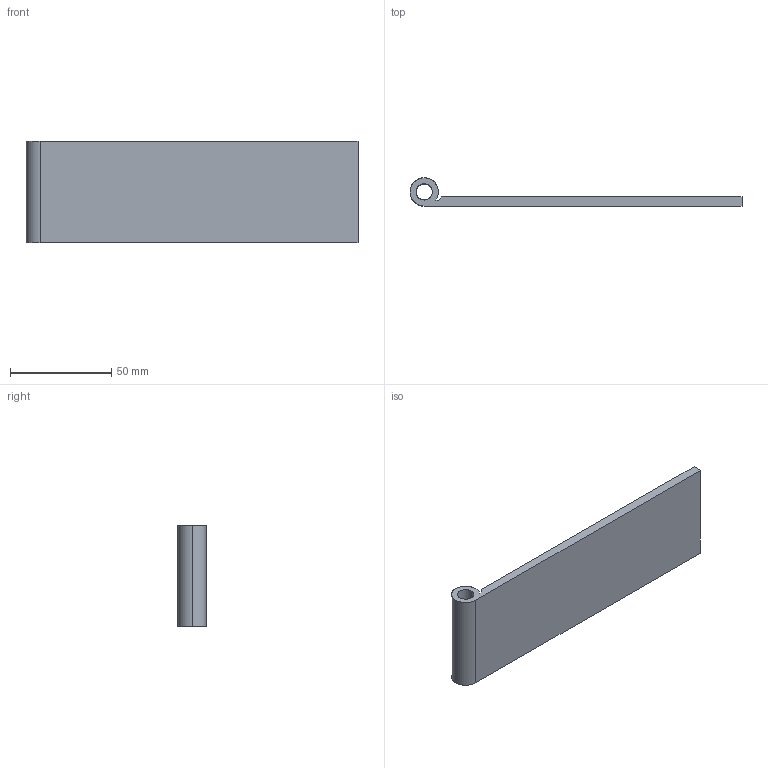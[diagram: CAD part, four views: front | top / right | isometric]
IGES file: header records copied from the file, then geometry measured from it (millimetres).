
Start section: SolidWorks IGES file using analytic representation for surfaces
Global section: file name: sone3D.IGS; native system: SolidWorks 2012; preprocessor: SolidWorks 2012; author: 0960ts; date: 131010.131046; units: millimetre
Bounding box: 164 x 14 x 50 mm (x, y, z)
Surface area: 20366.2 mm2 (no closed solid volume)
Topology: 0 solids, 0 shells, 12 faces, 170 edges, 170 vertices
Faces by surface type: bspline 7, revolution 5
